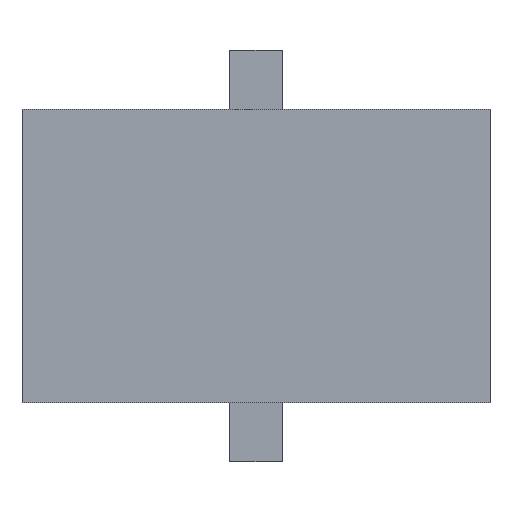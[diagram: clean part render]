
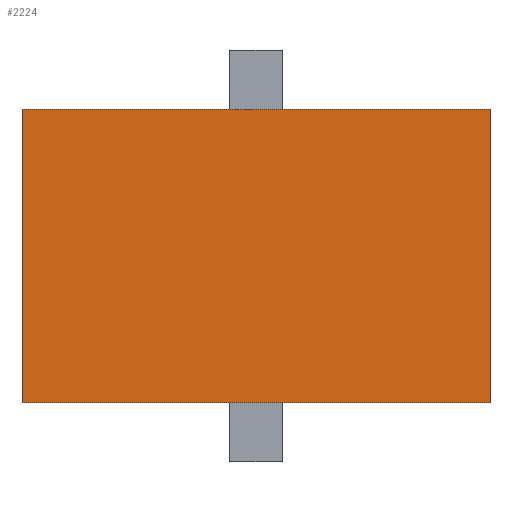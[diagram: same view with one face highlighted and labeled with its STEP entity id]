
A CAD part, front view. The second image highlights one B-rep face of the part: STEP entity #2224.
In plain terms, the highlighted planar face has unit normal (0, -1, 0).
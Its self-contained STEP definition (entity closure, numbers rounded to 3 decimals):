
#307=CARTESIAN_POINT('',(-35.5,0.0,22.25));
#308=VERTEX_POINT('',#307);
#315=CARTESIAN_POINT('',(35.5,0.0,22.25));
#316=VERTEX_POINT('',#315);
#317=CARTESIAN_POINT('',(35.5,0.0,22.25));
#318=DIRECTION('',(-1.0,0.0,0.0));
#319=VECTOR('',#318,71.0);
#320=LINE('',#317,#319);
#321=EDGE_CURVE('',#316,#308,#320,.T.);
#729=CARTESIAN_POINT('',(-35.5,0.0,-22.25));
#730=VERTEX_POINT('',#729);
#738=CARTESIAN_POINT('',(35.5,0.0,-22.25));
#739=VERTEX_POINT('',#738);
#746=CARTESIAN_POINT('',(-35.5,0.0,-22.25));
#747=DIRECTION('',(1.0,0.0,0.0));
#748=VECTOR('',#747,71.0);
#749=LINE('',#746,#748);
#750=EDGE_CURVE('',#730,#739,#749,.T.);
#2197=CARTESIAN_POINT('',(35.5,0.0,-22.25));
#2198=DIRECTION('',(0.0,0.0,1.0));
#2199=VECTOR('',#2198,44.5);
#2200=LINE('',#2197,#2199);
#2201=EDGE_CURVE('',#739,#316,#2200,.T.);
#2208=CARTESIAN_POINT('',(35.5,0.0,-22.25));
#2209=DIRECTION('',(0.0,-1.0,0.0));
#2210=DIRECTION('',(0.0,0.0,-1.0));
#2211=AXIS2_PLACEMENT_3D('',#2208,#2209,#2210);
#2212=PLANE('',#2211);
#2213=ORIENTED_EDGE('',*,*,#321,.T.);
#2214=CARTESIAN_POINT('',(-35.5,0.0,-22.25));
#2215=DIRECTION('',(0.0,0.0,1.0));
#2216=VECTOR('',#2215,44.5);
#2217=LINE('',#2214,#2216);
#2218=EDGE_CURVE('',#730,#308,#2217,.T.);
#2219=ORIENTED_EDGE('',*,*,#2218,.F.);
#2220=ORIENTED_EDGE('',*,*,#750,.T.);
#2221=ORIENTED_EDGE('',*,*,#2201,.T.);
#2222=EDGE_LOOP('',(#2213,#2219,#2220,#2221));
#2223=FACE_OUTER_BOUND('',#2222,.T.);
#2224=ADVANCED_FACE('',(#2223),#2212,.T.);
